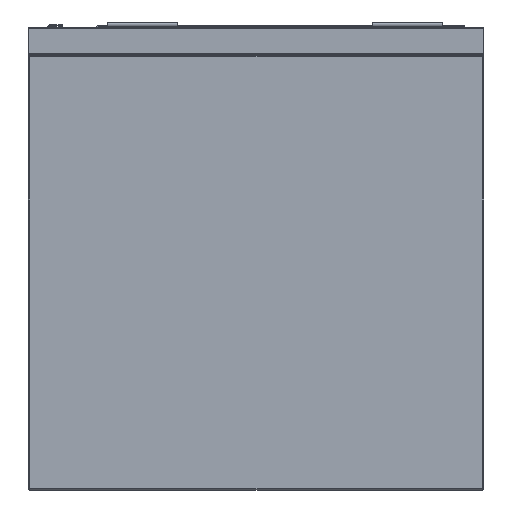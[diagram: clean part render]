
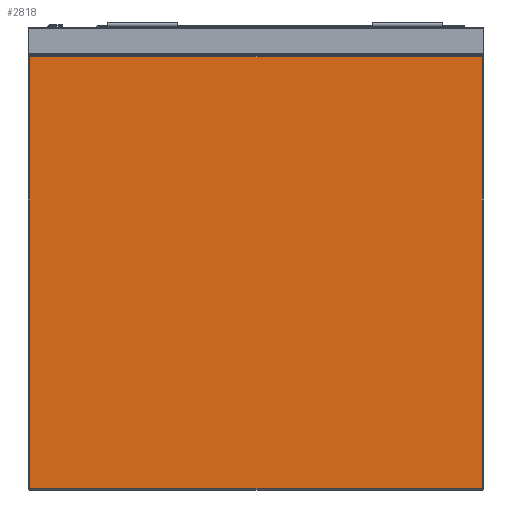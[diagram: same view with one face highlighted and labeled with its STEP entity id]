
A CAD part, left-side view. The second image highlights one B-rep face of the part: STEP entity #2818.
In plain terms, the highlighted planar face has unit normal (-1, 0, 0).
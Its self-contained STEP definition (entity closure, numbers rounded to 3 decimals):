
#1696 = DIRECTION ( 'NONE',  ( 0., 0., 1. ) ) ;
#1708 = CARTESIAN_POINT ( 'NONE',  ( -260., 323., -658. ) ) ;
#2203 = LINE ( 'NONE', #11792, #24124 ) ;
#2818 = ADVANCED_FACE ( 'Fl�che7', ( #15876 ), #23529, .T. ) ;
#3989 = DIRECTION ( 'NONE',  ( 0., -1., 0. ) ) ;
#4424 = VECTOR ( 'NONE', #7704, 1000. ) ;
#4598 = CARTESIAN_POINT ( 'NONE',  ( -260., -323., -660. ) ) ;
#6672 = DIRECTION ( 'NONE',  ( 0., 1., 0. ) ) ;
#7198 = LINE ( 'NONE', #4598, #23799 ) ;
#7704 = DIRECTION ( 'NONE',  ( 0., 0., -1. ) ) ;
#8410 = CARTESIAN_POINT ( 'NONE',  ( -260., -325., -660. ) ) ;
#8664 = EDGE_CURVE ( 'NONE', #24454, #14465, #28789, .T. ) ;
#9507 = EDGE_CURVE ( 'NONE', #26754, #24454, #7198, .T. ) ;
#9853 = ORIENTED_EDGE ( 'NONE', *, *, #16771, .T. ) ;
#10865 = DIRECTION ( 'NONE',  ( 0., 0., 1. ) ) ;
#11774 = ORIENTED_EDGE ( 'NONE', *, *, #26578, .T. ) ;
#11792 = CARTESIAN_POINT ( 'NONE',  ( -260., -325., -658. ) ) ;
#12918 = ORIENTED_EDGE ( 'NONE', *, *, #9507, .T. ) ;
#14136 = AXIS2_PLACEMENT_3D ( 'NONE', #8410, #20921, #10865 ) ;
#14465 = VERTEX_POINT ( 'NONE', #29400 ) ;
#15876 = FACE_OUTER_BOUND ( 'NONE', #31843, .T. ) ;
#16771 = EDGE_CURVE ( 'NONE', #14465, #22976, #17281, .T. ) ;
#17281 = LINE ( 'NONE', #19884, #4424 ) ;
#19884 = CARTESIAN_POINT ( 'NONE',  ( -260., 323., -660. ) ) ;
#20921 = DIRECTION ( 'NONE',  ( -1., 0., 0. ) ) ;
#22976 = VERTEX_POINT ( 'NONE', #1708 ) ;
#23529 = PLANE ( 'NONE',  #14136 ) ;
#23726 = CARTESIAN_POINT ( 'NONE',  ( -260., 325., -42. ) ) ;
#23799 = VECTOR ( 'NONE', #1696, 1000. ) ;
#24124 = VECTOR ( 'NONE', #3989, 1000. ) ;
#24454 = VERTEX_POINT ( 'NONE', #31398 ) ;
#25320 = VECTOR ( 'NONE', #6672, 1000. ) ;
#26578 = EDGE_CURVE ( 'NONE', #22976, #26754, #2203, .T. ) ;
#26754 = VERTEX_POINT ( 'NONE', #29825 ) ;
#28377 = ORIENTED_EDGE ( 'NONE', *, *, #8664, .T. ) ;
#28789 = LINE ( 'NONE', #23726, #25320 ) ;
#29400 = CARTESIAN_POINT ( 'NONE',  ( -260., 323., -42. ) ) ;
#29825 = CARTESIAN_POINT ( 'NONE',  ( -260., -323., -658. ) ) ;
#31398 = CARTESIAN_POINT ( 'NONE',  ( -260., -323., -42. ) ) ;
#31843 = EDGE_LOOP ( 'NONE', ( #12918, #28377, #9853, #11774 ) ) ;
